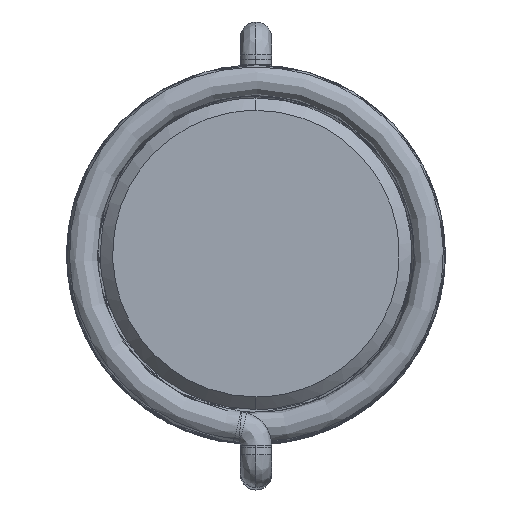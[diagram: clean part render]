
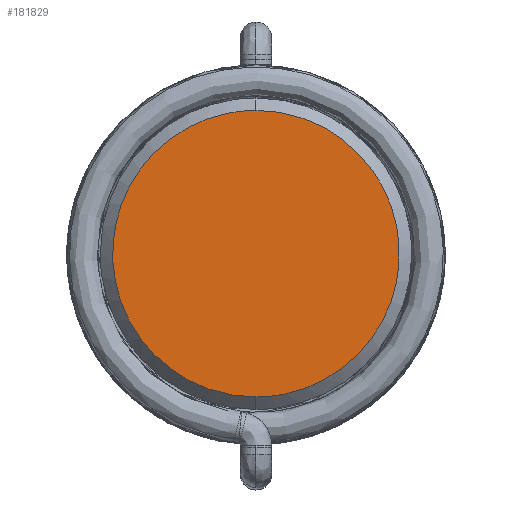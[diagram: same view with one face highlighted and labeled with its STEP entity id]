
A CAD part, top view. The second image highlights one B-rep face of the part: STEP entity #181829.
In plain terms, the highlighted free-form (B-spline) face has degree [1, 1] with [2, 2] control points.
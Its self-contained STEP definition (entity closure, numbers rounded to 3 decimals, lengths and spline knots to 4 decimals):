
#181669 = EDGE_CURVE('',#181670,#181672,#181674,.T.);
#181670 = VERTEX_POINT('',#181671);
#181671 = CARTESIAN_POINT('',(0.,3.2407,
    24.6578));
#181672 = VERTEX_POINT('',#181673);
#181673 = CARTESIAN_POINT('',(0.,-3.2407,
    24.6578));
#181674 = ( BOUNDED_CURVE() B_SPLINE_CURVE(2,(#181675,#181676,#181677,
#181678,#181679),.UNSPECIFIED.,.F.,.F.) B_SPLINE_CURVE_WITH_KNOTS((3,2,3
),(0.,1.5708,3.1416),.PIECEWISE_BEZIER_KNOTS.) CURVE() 
GEOMETRIC_REPRESENTATION_ITEM() RATIONAL_B_SPLINE_CURVE((1.,
0.707,1.,0.707,1.)) REPRESENTATION_ITEM('') );
#181675 = CARTESIAN_POINT('',(0.,3.2407,
    24.6578));
#181676 = CARTESIAN_POINT('',(3.2407,3.2407,
    24.6578));
#181677 = CARTESIAN_POINT('',(3.2407,0.,
    24.6578));
#181678 = CARTESIAN_POINT('',(3.2407,-3.2407,
    24.6578));
#181679 = CARTESIAN_POINT('',(0.,-3.2407,
    24.6578));
#181783 = EDGE_CURVE('',#181672,#181670,#181784,.T.);
#181784 = ( BOUNDED_CURVE() B_SPLINE_CURVE(2,(#181785,#181786,#181787,
#181788,#181789),.UNSPECIFIED.,.F.,.F.) B_SPLINE_CURVE_WITH_KNOTS((3,2,3
    ),(3.1416,4.7124,6.2832),
.PIECEWISE_BEZIER_KNOTS.) CURVE() GEOMETRIC_REPRESENTATION_ITEM() 
RATIONAL_B_SPLINE_CURVE((1.,0.707,1.,0.707,1.)) 
REPRESENTATION_ITEM('') );
#181785 = CARTESIAN_POINT('',(0.,-3.2407,
    24.6578));
#181786 = CARTESIAN_POINT('',(-3.2407,-3.2407,
    24.6578));
#181787 = CARTESIAN_POINT('',(-3.2407,0.,
    24.6578));
#181788 = CARTESIAN_POINT('',(-3.2407,3.2407,
    24.6578));
#181789 = CARTESIAN_POINT('',(0.,3.2407,
    24.6578));
#181829 = ADVANCED_FACE('',(#181830),#181834,.T.);
#181830 = FACE_BOUND('',#181831,.T.);
#181831 = EDGE_LOOP('',(#181832,#181833));
#181832 = ORIENTED_EDGE('',*,*,#181669,.F.);
#181833 = ORIENTED_EDGE('',*,*,#181783,.F.);
#181834 = B_SPLINE_SURFACE_WITH_KNOTS('',1,1,(
    (#181835,#181836)
    ,(#181837,#181838
    )),.UNSPECIFIED.,.F.,.F.,.F.,(2,2),(2,2),(-1.6301,
    2.9699),(-2.3,2.3),
  .PIECEWISE_BEZIER_KNOTS.);
#181835 = CARTESIAN_POINT('',(-3.2407,-3.2407,
    24.6578));
#181836 = CARTESIAN_POINT('',(-3.2407,3.2407,
    24.6578));
#181837 = CARTESIAN_POINT('',(3.2407,-3.2407,
    24.6578));
#181838 = CARTESIAN_POINT('',(3.2407,3.2407,
    24.6578));
